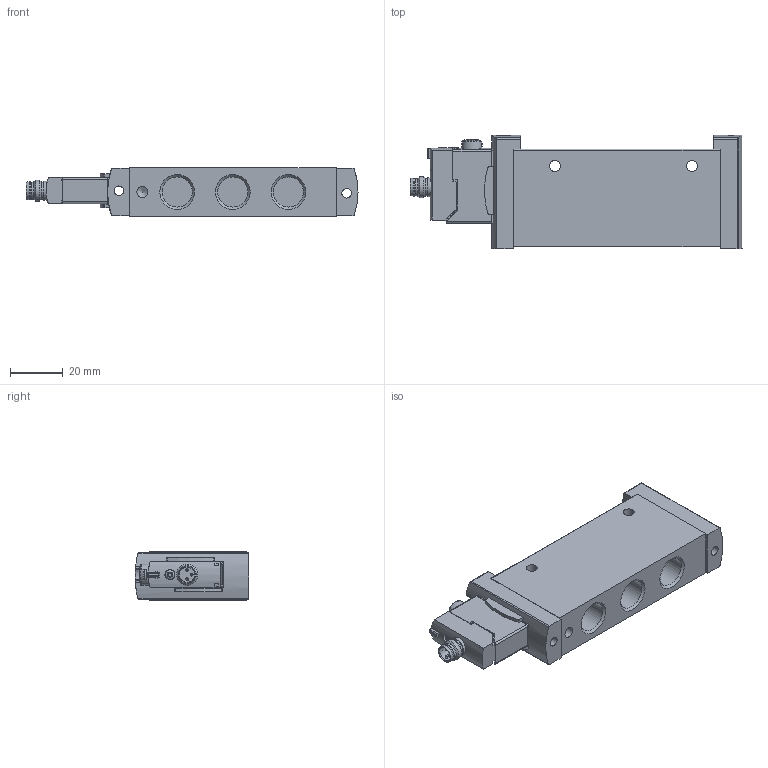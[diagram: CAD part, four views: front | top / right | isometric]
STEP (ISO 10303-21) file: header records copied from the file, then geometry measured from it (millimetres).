
FILE_DESCRIPTION(/* description */ ('STEP AP214'),/* implementation_level */ '2;1');
FILE_NAME(/* name */ '8031532_VUVG-L18-M52-MT-G14-1R8L',/* time_stamp */ '2024-09-11T13:01:15+02:00',/* author */ ('License CC BY-ND 4.0'),/* organization */ ('CADENAS'),/* preprocessor_version */ 'ST-DEVELOPER v19.3',/* originating_system */ 'PARTsolutions',/* authorisation */ ' ');
FILE_SCHEMA (('CONFIG_CONTROL_DESIGN','TECHNICAL_DATA_PACKAGING','MODEL_BASED_INTEGRATED_MANUFACTURING_SCHEMA','PROCESS_PLANNING_SCHEMA','AP242_MANAGED_MODEL_BASED_3D_ENGINEERING_MIM_LF { 1 0 10303 442 3 1 4 }','AUTOMOTIVE_DESIGN {1 0 10303 214 3 1 1}'));
Length unit declared in the file: millimetre
Products named in the file (4): 8031532 VUVG-L18-M52-MT-G14-1R8L; 564212 VUVG-L-18-M52-M-T-G14--1R8--L-----(G); 573919 VAVE-L1-1VR8-LP; 1374186 MSAG
Assembly tree (3 placements, depth 2):
  8031532 VUVG-L18-M52-MT-G14-1R8L
    564212 VUVG-L-18-M52-M-T-G14--1R8--L-----(G)
    573919 VAVE-L1-1VR8-LP
    1374186 MSAG
Bounding box: 125.95 x 43.1 x 18.3 mm (x, y, z)
Volume: 65533 mm3; surface area: 19287.7 mm2
Topology: 3 solids, 3 shells, 501 faces, 1348 edges, 887 vertices
Faces by surface type: plane 330, cylinder 140, cone 21, torus 6, sphere 4
Full cylindrical faces by diameter (mm): 1 x3, 1.6 x2, 1.8 x1, 2.9 x1, 3.6 x3, 3.8 x2, 3.9 x1, 4.2 x3, 5.8 x1, 6.5 x2, 6.9 x1, 7.2 x1, 8 x1, 8.1 x1, 11.445 x5
Entity records: 17037 total; most frequent: CARTESIAN_POINT 2877, DIRECTION 2578, ORIENTED_EDGE 2562, EDGE_CURVE 1281, LINE 876, VECTOR 876, VERTEX_POINT 868, AXIS2_PLACEMENT_3D 851
